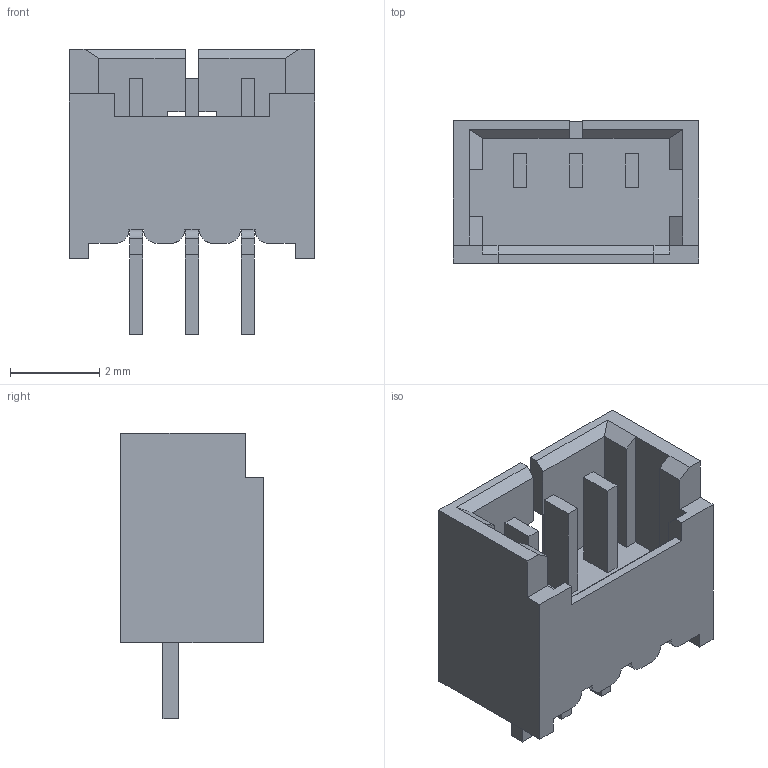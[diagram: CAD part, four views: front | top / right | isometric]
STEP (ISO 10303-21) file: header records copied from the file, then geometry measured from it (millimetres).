
FILE_DESCRIPTION((''),'2;1');
FILE_NAME('C-1734598-3','2019-01-31T07:50:55',('workeradm'),('TE Connectivity Ltd.'),'CREO PARAMETRIC BY PTC INC, 2018190','CREO PARAMETRIC BY PTC INC, 2018190','');
FILE_SCHEMA(('AUTOMOTIVE_DESIGN { 1 0 10303 214 1 1 1 1 }'));
Length unit declared in the file: millimetre
Products named in the file (1): C-1734598-3
Bounding box: 5.5 x 3.2 x 6.4 mm (x, y, z)
Volume: 43.7 mm3; surface area: 175.3 mm2
Topology: 1 solids, 1 shells, 125 faces, 346 edges, 228 vertices
Faces by surface type: plane 112, cylinder 13
Entity records: 3968 total; most frequent: CARTESIAN_POINT 701, ORIENTED_EDGE 692, DIRECTION 624, EDGE_CURVE 346, VECTOR 318, LINE 318, VERTEX_POINT 228, AXIS2_PLACEMENT_3D 153
